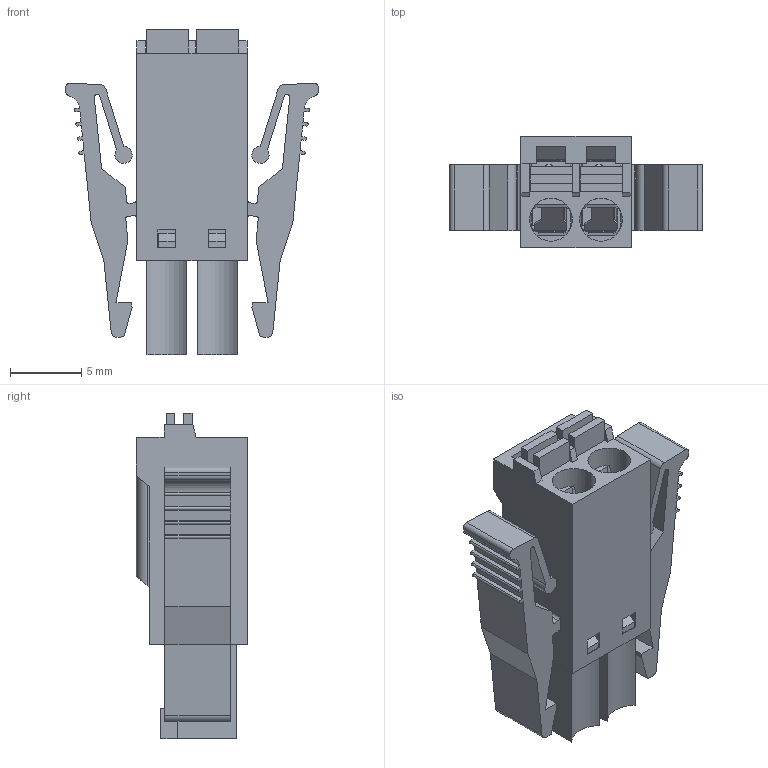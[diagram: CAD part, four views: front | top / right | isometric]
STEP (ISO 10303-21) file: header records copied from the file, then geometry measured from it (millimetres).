
FILE_DESCRIPTION( ( 'Unknown' ), '1' );
FILE_NAME( '691304130002.stp', 'Unknown', ( 'Unknown' ), ( 'Unknown' ), 'PSStep 18.0.17', 'Unknown', ' ' );
FILE_SCHEMA( ( 'AUTOMOTIVE_DESIGN { 1 0 10303 214 1 1 1 1 }' ) );
Length unit declared in the file: millimetre
Products named in the file (6): Assem1; 691304130002; 691304130002_Bas; 6913041300xx_Levier; 6913041300xx_Pin; 6913041300xx_Lamelle
Assembly tree (8 placements, depth 2):
  Assem1
    691304130002
    691304130002_Bas
    6913041300xx_Levier  x2
    6913041300xx_Pin  x2
    6913041300xx_Lamelle  x2
Bounding box: 17.7 x 7.8 x 22.8 mm (x, y, z)
Volume: 918.9 mm3; surface area: 2925 mm2
Topology: 8 solids, 8 shells, 686 faces, 1938 edges, 1270 vertices
Faces by surface type: plane 530, cylinder 146, cone 10
Full cylindrical faces by diameter (mm): 1.2 x2
Entity records: 21809 total; most frequent: CARTESIAN_POINT 3221, ORIENTED_EDGE 3058, DIRECTION 2833, EDGE_CURVE 1529, LINE 1293, VECTOR 1293, VERTEX_POINT 1010, AXIS2_PLACEMENT_3D 770
